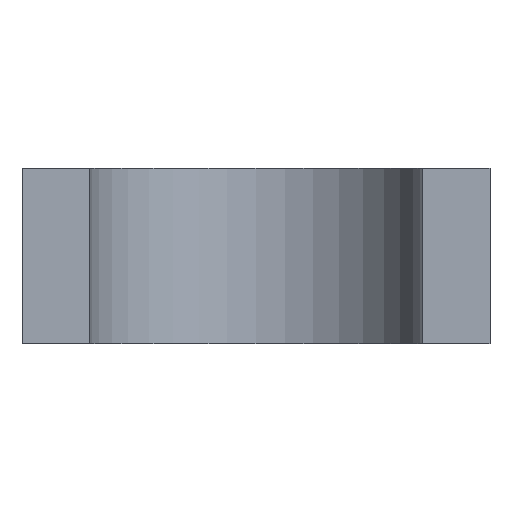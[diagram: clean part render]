
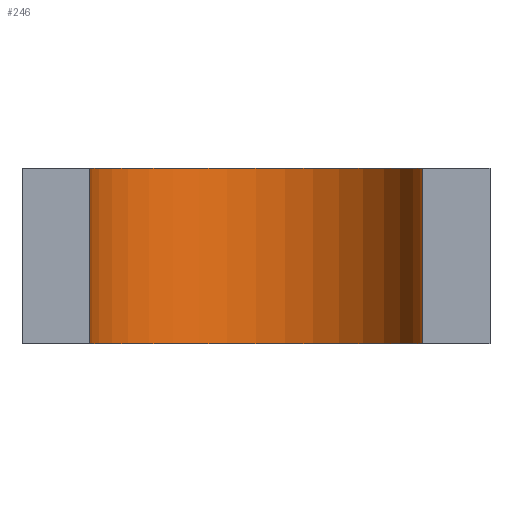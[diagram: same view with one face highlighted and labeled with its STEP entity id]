
A CAD part, front view. The second image highlights one B-rep face of the part: STEP entity #246.
In plain terms, the highlighted cylindrical face has radius 2.85 mm (diameter 5.7 mm), a partial arc.
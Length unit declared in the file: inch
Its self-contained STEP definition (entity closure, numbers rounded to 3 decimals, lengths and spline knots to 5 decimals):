
#19=CYLINDRICAL_SURFACE('',#286,0.1122);
#20=CIRCLE('',#277,0.1122);
#25=CIRCLE('',#287,0.1122);
#33=FACE_OUTER_BOUND('',#46,.T.);
#46=EDGE_LOOP('',(#197,#198,#199,#200));
#73=LINE('',#411,#100);
#74=LINE('',#415,#101);
#100=VECTOR('',#338,0.3937);
#101=VECTOR('',#343,0.3937);
#118=VERTEX_POINT('',#385);
#119=VERTEX_POINT('',#387);
#126=VERTEX_POINT('',#409);
#127=VERTEX_POINT('',#413);
#142=EDGE_CURVE('',#118,#119,#20,.T.);
#154=EDGE_CURVE('',#126,#119,#73,.T.);
#155=EDGE_CURVE('',#127,#126,#25,.T.);
#156=EDGE_CURVE('',#127,#118,#74,.T.);
#197=ORIENTED_EDGE('',*,*,#155,.T.);
#198=ORIENTED_EDGE('',*,*,#154,.T.);
#199=ORIENTED_EDGE('',*,*,#142,.F.);
#200=ORIENTED_EDGE('',*,*,#156,.F.);
#246=ADVANCED_FACE('',(#33),#19,.F.);
#277=AXIS2_PLACEMENT_3D('',#388,#313,#314);
#286=AXIS2_PLACEMENT_3D('',#412,#339,#340);
#287=AXIS2_PLACEMENT_3D('',#414,#341,#342);
#313=DIRECTION('center_axis',(0.,0.,-1.));
#314=DIRECTION('ref_axis',(-1.,0.,0.));
#338=DIRECTION('',(0.,0.,1.));
#339=DIRECTION('center_axis',(0.,0.,1.));
#340=DIRECTION('ref_axis',(-1.,0.,0.));
#341=DIRECTION('center_axis',(0.,0.,-1.));
#342=DIRECTION('ref_axis',(-1.,0.,0.));
#343=DIRECTION('',(0.,0.,1.));
#385=CARTESIAN_POINT('',(-0.1122,-0.18735,0.11811));
#387=CARTESIAN_POINT('',(0.1122,-0.18735,0.11811));
#388=CARTESIAN_POINT('Origin',(0.,-0.18735,
0.11811));
#409=CARTESIAN_POINT('',(0.1122,-0.18735,0.));
#411=CARTESIAN_POINT('',(0.1122,-0.18735,0.));
#412=CARTESIAN_POINT('Origin',(0.,-0.18735,
0.));
#413=CARTESIAN_POINT('',(-0.1122,-0.18735,0.));
#414=CARTESIAN_POINT('Origin',(0.,-0.18735,
0.));
#415=CARTESIAN_POINT('',(-0.1122,-0.18735,0.));
